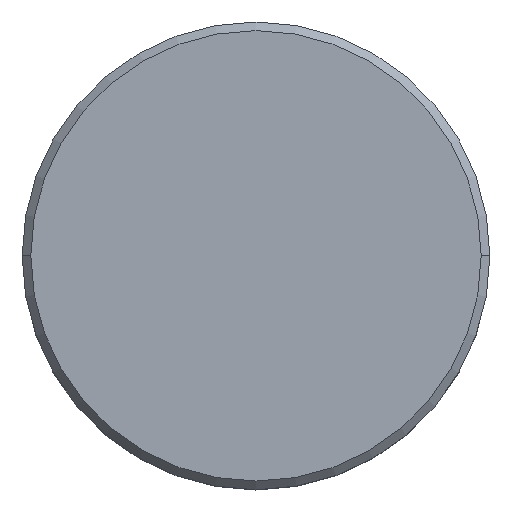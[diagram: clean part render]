
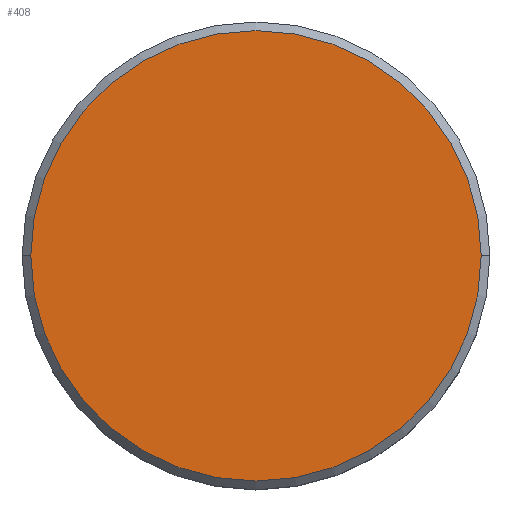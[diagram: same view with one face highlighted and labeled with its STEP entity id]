
A CAD part, top view. The second image highlights one B-rep face of the part: STEP entity #408.
In plain terms, the highlighted planar face has unit normal (0, 0, 1).
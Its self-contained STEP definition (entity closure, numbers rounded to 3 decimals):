
#20 = AXIS2_PLACEMENT_3D ( 'NONE', #485, #79, #268 ) ;
#38 = DIRECTION ( 'NONE',  ( 1., 0., 0. ) ) ;
#52 = ORIENTED_EDGE ( 'NONE', *, *, #477, .T. ) ;
#78 = CIRCLE ( 'NONE', #388, 13. ) ;
#79 = DIRECTION ( 'NONE',  ( 0., 0., 1. ) ) ;
#82 = DIRECTION ( 'NONE',  ( 0., 0., 1. ) ) ;
#110 = DIRECTION ( 'NONE',  ( 0., 0., 1. ) ) ;
#132 = VERTEX_POINT ( 'NONE', #592 ) ;
#146 = CARTESIAN_POINT ( 'NONE',  ( 13., 0., 0. ) ) ;
#170 = ORIENTED_EDGE ( 'NONE', *, *, #372, .T. ) ;
#174 = PLANE ( 'NONE',  #308 ) ;
#257 = DIRECTION ( 'NONE',  ( 1., 0., 0. ) ) ;
#268 = DIRECTION ( 'NONE',  ( 1., 0., 0. ) ) ;
#308 = AXIS2_PLACEMENT_3D ( 'NONE', #309, #82, #38 ) ;
#309 = CARTESIAN_POINT ( 'NONE',  ( 0., 0., 0. ) ) ;
#369 = CARTESIAN_POINT ( 'NONE',  ( 0., 0., 0. ) ) ;
#372 = EDGE_CURVE ( 'NONE', #445, #132, #537, .T. ) ;
#388 = AXIS2_PLACEMENT_3D ( 'NONE', #369, #110, #257 ) ;
#408 = ADVANCED_FACE ( 'NONE', ( #489 ), #174, .T. ) ;
#445 = VERTEX_POINT ( 'NONE', #146 ) ;
#477 = EDGE_CURVE ( 'NONE', #132, #445, #78, .T. ) ;
#485 = CARTESIAN_POINT ( 'NONE',  ( 0., 0., 0. ) ) ;
#489 = FACE_OUTER_BOUND ( 'NONE', #561, .T. ) ;
#537 = CIRCLE ( 'NONE', #20, 13. ) ;
#561 = EDGE_LOOP ( 'NONE', ( #52, #170 ) ) ;
#592 = CARTESIAN_POINT ( 'NONE',  ( -13., 0., 0. ) ) ;
